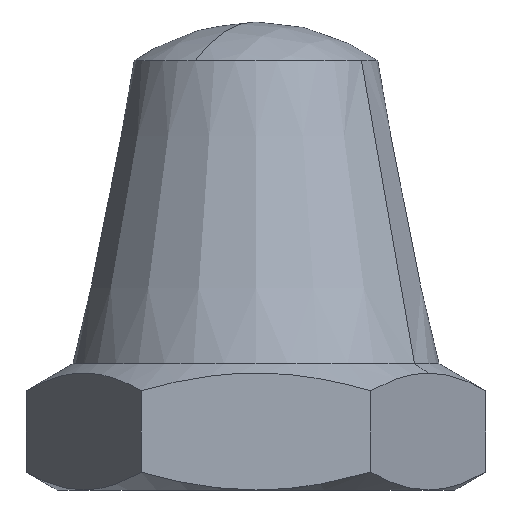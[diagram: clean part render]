
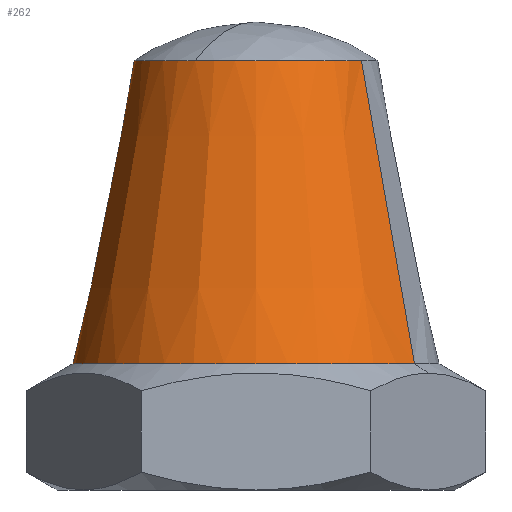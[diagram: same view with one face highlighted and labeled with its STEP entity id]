
A CAD part, left-side view. The second image highlights one B-rep face of the part: STEP entity #262.
In plain terms, the highlighted conical face has half-angle 11.436 degrees and reference radius 7.82 mm.
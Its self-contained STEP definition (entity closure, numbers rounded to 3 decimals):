
#29 = CONICAL_SURFACE ( 'NONE', #270, 7.82, 0.2 ) ;
#31 = ORIENTED_EDGE ( 'NONE', *, *, #186, .F. ) ;
#34 = EDGE_CURVE ( 'NONE', #640, #771, #67, .T. ) ;
#36 = CARTESIAN_POINT ( 'NONE',  ( 2.6, 4.503, 18.346 ) ) ;
#37 = VECTOR ( 'NONE', #297, 1000. ) ;
#38 = ORIENTED_EDGE ( 'NONE', *, *, #315, .T. ) ;
#48 = DIRECTION ( 'NONE',  ( 0., 0., -1. ) ) ;
#49 = EDGE_LOOP ( 'NONE', ( #474, #38, #662, #394, #31 ) ) ;
#67 = LINE ( 'NONE', #740, #37 ) ;
#136 = CIRCLE ( 'NONE', #196, 7.82 ) ;
#152 = CARTESIAN_POINT ( 'NONE',  ( 0., 0., 5.393 ) ) ;
#162 = CARTESIAN_POINT ( 'NONE',  ( 3.91, 6.772, 5.393 ) ) ;
#186 = EDGE_CURVE ( 'NONE', #771, #252, #136, .T. ) ;
#196 = AXIS2_PLACEMENT_3D ( 'NONE', #783, #717, #405 ) ;
#252 = VERTEX_POINT ( 'NONE', #162 ) ;
#262 = ADVANCED_FACE ( 'NONE', ( #513 ), #29, .T. ) ;
#270 = AXIS2_PLACEMENT_3D ( 'NONE', #152, #48, #782 ) ;
#280 = CARTESIAN_POINT ( 'NONE',  ( -2.6, -4.503, 18.346 ) ) ;
#281 = CARTESIAN_POINT ( 'NONE',  ( 0., 0., 18.346 ) ) ;
#283 = AXIS2_PLACEMENT_3D ( 'NONE', #336, #591, #404 ) ;
#292 = EDGE_CURVE ( 'NONE', #701, #641, #383, .T. ) ;
#297 = DIRECTION ( 'NONE',  ( -0.099, -0.172, -0.98 ) ) ;
#309 = CIRCLE ( 'NONE', #283, 5.2 ) ;
#315 = EDGE_CURVE ( 'NONE', #640, #701, #309, .T. ) ;
#336 = CARTESIAN_POINT ( 'NONE',  ( 0., 0., 18.346 ) ) ;
#383 = CIRCLE ( 'NONE', #618, 5.2 ) ;
#394 = ORIENTED_EDGE ( 'NONE', *, *, #505, .T. ) ;
#404 = DIRECTION ( 'NONE',  ( 0.5, 0.866, 0. ) ) ;
#405 = DIRECTION ( 'NONE',  ( 0.5, 0.866, 0. ) ) ;
#435 = LINE ( 'NONE', #695, #680 ) ;
#474 = ORIENTED_EDGE ( 'NONE', *, *, #34, .F. ) ;
#505 = EDGE_CURVE ( 'NONE', #641, #252, #435, .T. ) ;
#513 = FACE_OUTER_BOUND ( 'NONE', #49, .T. ) ;
#591 = DIRECTION ( 'NONE',  ( 0., 0., -1. ) ) ;
#615 = CARTESIAN_POINT ( 'NONE',  ( -3.91, -6.772, 5.393 ) ) ;
#618 = AXIS2_PLACEMENT_3D ( 'NONE', #281, #707, #715 ) ;
#623 = DIRECTION ( 'NONE',  ( 0.099, 0.172, -0.98 ) ) ;
#640 = VERTEX_POINT ( 'NONE', #280 ) ;
#641 = VERTEX_POINT ( 'NONE', #36 ) ;
#662 = ORIENTED_EDGE ( 'NONE', *, *, #292, .T. ) ;
#680 = VECTOR ( 'NONE', #623, 1000. ) ;
#695 = CARTESIAN_POINT ( 'NONE',  ( 3.91, 6.772, 5.393 ) ) ;
#701 = VERTEX_POINT ( 'NONE', #706 ) ;
#706 = CARTESIAN_POINT ( 'NONE',  ( -4.503, 2.6, 18.346 ) ) ;
#707 = DIRECTION ( 'NONE',  ( 0., 0., -1. ) ) ;
#715 = DIRECTION ( 'NONE',  ( 0.5, 0.866, 0. ) ) ;
#717 = DIRECTION ( 'NONE',  ( 0., 0., -1. ) ) ;
#740 = CARTESIAN_POINT ( 'NONE',  ( -3.91, -6.772, 5.393 ) ) ;
#771 = VERTEX_POINT ( 'NONE', #615 ) ;
#782 = DIRECTION ( 'NONE',  ( 0.5, 0.866, 0. ) ) ;
#783 = CARTESIAN_POINT ( 'NONE',  ( 0., 0., 5.393 ) ) ;
